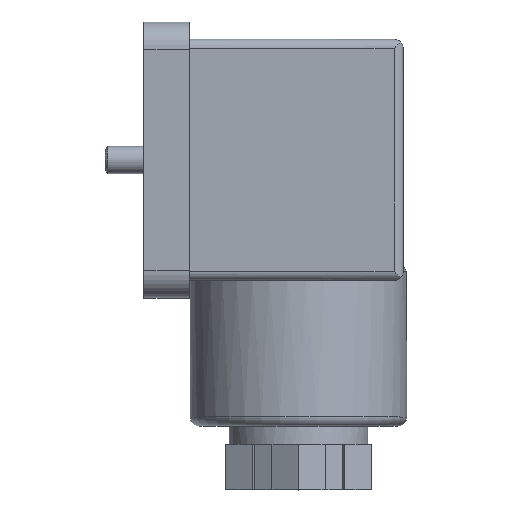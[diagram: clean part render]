
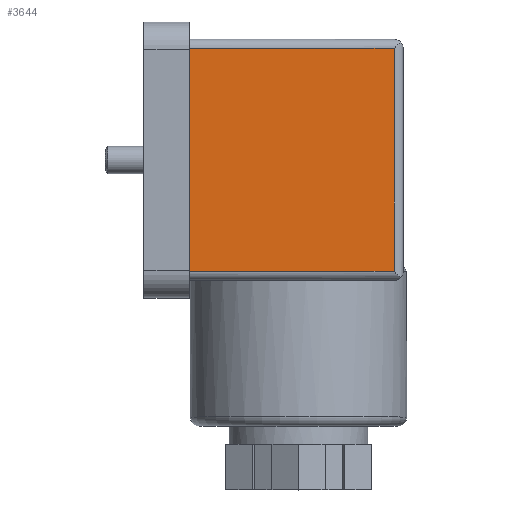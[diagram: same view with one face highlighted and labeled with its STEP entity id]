
A CAD part, top view. The second image highlights one B-rep face of the part: STEP entity #3644.
In plain terms, the highlighted planar face has unit normal (0, 0, 1).
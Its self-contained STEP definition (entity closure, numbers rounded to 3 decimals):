
#238=ORIENTED_EDGE('',*,*,#990,.F.);
#239=ORIENTED_EDGE('',*,*,#991,.F.);
#240=ORIENTED_EDGE('',*,*,#992,.T.);
#241=ORIENTED_EDGE('',*,*,#993,.T.);
#990=EDGE_CURVE('',#1365,#1366,#1592,.T.);
#991=EDGE_CURVE('',#1367,#1365,#1593,.T.);
#992=EDGE_CURVE('',#1367,#1368,#1594,.F.);
#993=EDGE_CURVE('',#1368,#1366,#1595,.T.);
#1365=VERTEX_POINT('',#4998);
#1366=VERTEX_POINT('',#4999);
#1367=VERTEX_POINT('',#5001);
#1368=VERTEX_POINT('',#5003);
#1592=LINE('',#4997,#1872);
#1593=LINE('',#5000,#1873);
#1594=LINE('',#5002,#1874);
#1595=LINE('',#5004,#1875);
#1872=VECTOR('',#4162,1000.);
#1873=VECTOR('',#4163,1000.);
#1874=VECTOR('',#4164,1000.);
#1875=VECTOR('',#4165,1000.);
#2115=EDGE_LOOP('',(#238,#239,#240,#241));
#2292=FACE_BOUND('',#2115,.T.);
#2465=PLANE('',#3825);
#3644=ADVANCED_FACE('',(#2292),#2465,.T.);
#3825=AXIS2_PLACEMENT_3D('',#4996,#4160,#4161);
#4160=DIRECTION('',(0.,0.,1.));
#4161=DIRECTION('',(1.,0.,0.));
#4162=DIRECTION('',(0.,1.,0.));
#4163=DIRECTION('',(-1.,0.,0.));
#4164=DIRECTION('',(0.,-1.,0.));
#4165=DIRECTION('',(-1.,0.,0.));
#4996=CARTESIAN_POINT('',(10.5,-12.25,13.25));
#4997=CARTESIAN_POINT('',(-12.,-12.25,13.25));
#4998=CARTESIAN_POINT('',(-12.,-12.25,13.25));
#4999=CARTESIAN_POINT('',(-12.,12.25,13.25));
#5000=CARTESIAN_POINT('',(20.,-12.25,13.25));
#5001=CARTESIAN_POINT('',(10.5,-12.25,13.25));
#5002=CARTESIAN_POINT('',(10.5,13.5,13.25));
#5003=CARTESIAN_POINT('',(10.5,12.25,13.25));
#5004=CARTESIAN_POINT('',(20.,12.25,13.25));
